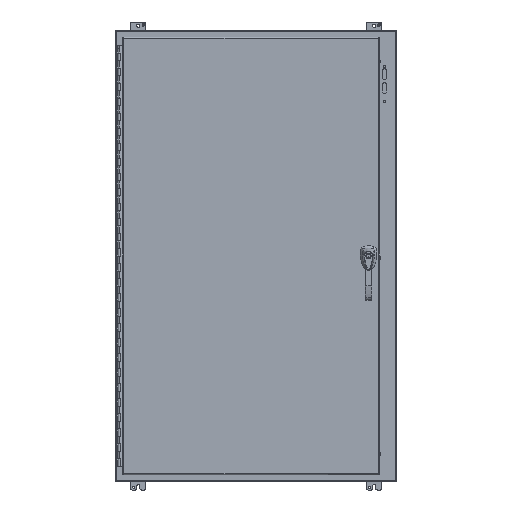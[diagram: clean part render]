
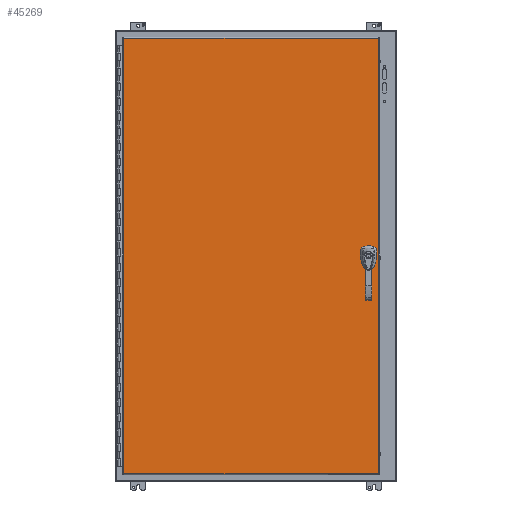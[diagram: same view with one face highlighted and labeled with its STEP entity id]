
A CAD part, front view. The second image highlights one B-rep face of the part: STEP entity #45269.
In plain terms, the highlighted planar face has unit normal (0, -1, 0).
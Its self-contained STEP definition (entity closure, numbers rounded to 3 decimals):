
#1615 = ORIENTED_EDGE ( 'NONE', *, *, #41337, .T. ) ;
#2038 = CARTESIAN_POINT ( 'NONE',  ( -449.923, -225.428, -738.988 ) ) ;
#8463 = VECTOR ( 'NONE', #75312, 1000. ) ;
#8646 = DIRECTION ( 'NONE',  ( 0., 1., 0. ) ) ;
#9272 = ORIENTED_EDGE ( 'NONE', *, *, #11690, .T. ) ;
#11391 = AXIS2_PLACEMENT_3D ( 'NONE', #77161, #53875, #27765 ) ;
#11482 = DIRECTION ( 'NONE',  ( 0., -1., 0. ) ) ;
#11690 = EDGE_CURVE ( 'NONE', #83139, #83139, #84089, .T. ) ;
#12567 = EDGE_CURVE ( 'NONE', #90682, #51503, #89108, .T. ) ;
#14612 = LINE ( 'NONE', #56837, #38410 ) ;
#15001 = VERTEX_POINT ( 'NONE', #73511 ) ;
#15945 = FACE_BOUND ( 'NONE', #17202, .T. ) ;
#17202 = EDGE_LOOP ( 'NONE', ( #9272 ) ) ;
#19102 = CARTESIAN_POINT ( 'NONE',  ( -447.18, -225.428, -738.988 ) ) ;
#19374 = AXIS2_PLACEMENT_3D ( 'NONE', #68096, #103740, #27057 ) ;
#20183 = LINE ( 'NONE', #19102, #93096 ) ;
#20747 = ORIENTED_EDGE ( 'NONE', *, *, #24175, .T. ) ;
#24175 = EDGE_CURVE ( 'NONE', #77966, #51531, #14612, .T. ) ;
#24318 = ORIENTED_EDGE ( 'NONE', *, *, #51253, .T. ) ;
#26449 = DIRECTION ( 'NONE',  ( 0., 0., -1. ) ) ;
#27057 = DIRECTION ( 'NONE',  ( 0., 0., -1. ) ) ;
#27765 = DIRECTION ( 'NONE',  ( 0., 0., -1. ) ) ;
#28317 = VECTOR ( 'NONE', #69932, 1000. ) ;
#28585 = CIRCLE ( 'NONE', #90680, 11.239 ) ;
#29538 = EDGE_CURVE ( 'NONE', #15001, #79661, #53079, .T. ) ;
#30410 = LINE ( 'NONE', #64288, #87032 ) ;
#31666 = EDGE_CURVE ( 'NONE', #100719, #51552, #35452, .T. ) ;
#32252 = VECTOR ( 'NONE', #78205, 1000. ) ;
#34114 = EDGE_LOOP ( 'NONE', ( #57888, #1615, #46908, #75371, #53838, #89888, #44694, #99051 ) ) ;
#35452 = LINE ( 'NONE', #69270, #105150 ) ;
#36558 = DIRECTION ( 'NONE',  ( 1., 0., 0. ) ) ;
#38231 = CARTESIAN_POINT ( 'NONE',  ( 380.327, -225.428, 0. ) ) ;
#38410 = VECTOR ( 'NONE', #92365, 1000. ) ;
#38494 = EDGE_CURVE ( 'NONE', #102265, #97434, #60304, .T. ) ;
#39580 = VECTOR ( 'NONE', #82862, 1000. ) ;
#41337 = EDGE_CURVE ( 'NONE', #58980, #57872, #28585, .T. ) ;
#44169 = ORIENTED_EDGE ( 'NONE', *, *, #31666, .T. ) ;
#44694 = ORIENTED_EDGE ( 'NONE', *, *, #105810, .T. ) ;
#45269 = ADVANCED_FACE ( 'NONE', ( #93737, #75362, #15945 ), #109397, .T. ) ;
#46908 = ORIENTED_EDGE ( 'NONE', *, *, #79787, .T. ) ;
#49649 = CARTESIAN_POINT ( 'NONE',  ( 380.327, -225.428, 0. ) ) ;
#50105 = CARTESIAN_POINT ( 'NONE',  ( 414.109, -225.428, -738.988 ) ) ;
#51253 = EDGE_CURVE ( 'NONE', #51531, #100719, #20183, .T. ) ;
#51503 = VERTEX_POINT ( 'NONE', #62924 ) ;
#51531 = VERTEX_POINT ( 'NONE', #63456 ) ;
#51552 = VERTEX_POINT ( 'NONE', #81785 ) ;
#51906 = DIRECTION ( 'NONE',  ( 0., 0., -1. ) ) ;
#52279 = CARTESIAN_POINT ( 'NONE',  ( 375.286, -225.428, -10.046 ) ) ;
#53079 = CIRCLE ( 'NONE', #19374, 11.239 ) ;
#53838 = ORIENTED_EDGE ( 'NONE', *, *, #103516, .T. ) ;
#53875 = DIRECTION ( 'NONE',  ( 0., 1., 0. ) ) ;
#55397 = AXIS2_PLACEMENT_3D ( 'NONE', #49649, #106912, #72908 ) ;
#56625 = CARTESIAN_POINT ( 'NONE',  ( 375.286, -225.428, 10.046 ) ) ;
#56837 = CARTESIAN_POINT ( 'NONE',  ( -449.923, -225.428, 736.244 ) ) ;
#57056 = CARTESIAN_POINT ( 'NONE',  ( -449.923, -225.428, 10.046 ) ) ;
#57872 = VERTEX_POINT ( 'NONE', #95166 ) ;
#57888 = ORIENTED_EDGE ( 'NONE', *, *, #91988, .T. ) ;
#58980 = VERTEX_POINT ( 'NONE', #52279 ) ;
#59031 = CARTESIAN_POINT ( 'NONE',  ( 390.373, -225.428, 5.041 ) ) ;
#59124 = CARTESIAN_POINT ( 'NONE',  ( -447.18, -225.428, -736.244 ) ) ;
#60304 = CIRCLE ( 'NONE', #74450, 11.239 ) ;
#60455 = CARTESIAN_POINT ( 'NONE',  ( 370.281, -225.428, -738.988 ) ) ;
#60532 = LINE ( 'NONE', #93894, #28317 ) ;
#62924 = CARTESIAN_POINT ( 'NONE',  ( 385.368, -225.428, -10.046 ) ) ;
#63449 = AXIS2_PLACEMENT_3D ( 'NONE', #2038, #11482, #78680 ) ;
#63456 = CARTESIAN_POINT ( 'NONE',  ( -447.18, -225.428, 736.244 ) ) ;
#64288 = CARTESIAN_POINT ( 'NONE',  ( 390.373, -225.428, -738.988 ) ) ;
#65344 = CARTESIAN_POINT ( 'NONE',  ( 380.327, -225.428, -38.227 ) ) ;
#68096 = CARTESIAN_POINT ( 'NONE',  ( 380.327, -225.428, 0. ) ) ;
#68735 = LINE ( 'NONE', #60455, #32252 ) ;
#69270 = CARTESIAN_POINT ( 'NONE',  ( -449.923, -225.428, -736.244 ) ) ;
#69932 = DIRECTION ( 'NONE',  ( -1., 0., 0. ) ) ;
#72908 = DIRECTION ( 'NONE',  ( 0., 0., -1. ) ) ;
#73511 = CARTESIAN_POINT ( 'NONE',  ( 370.281, -225.428, 5.041 ) ) ;
#74226 = DIRECTION ( 'NONE',  ( 0., 0., -1. ) ) ;
#74450 = AXIS2_PLACEMENT_3D ( 'NONE', #38231, #87737, #80436 ) ;
#75312 = DIRECTION ( 'NONE',  ( 1., 0., 0. ) ) ;
#75362 = FACE_OUTER_BOUND ( 'NONE', #107188, .T. ) ;
#75371 = ORIENTED_EDGE ( 'NONE', *, *, #29538, .T. ) ;
#76417 = CARTESIAN_POINT ( 'NONE',  ( 414.109, -225.428, 736.244 ) ) ;
#77161 = CARTESIAN_POINT ( 'NONE',  ( 380.327, -225.428, -33.985 ) ) ;
#77966 = VERTEX_POINT ( 'NONE', #76417 ) ;
#78205 = DIRECTION ( 'NONE',  ( 0., 0., 1. ) ) ;
#78680 = DIRECTION ( 'NONE',  ( 0., 0., -1. ) ) ;
#79603 = ORIENTED_EDGE ( 'NONE', *, *, #80689, .T. ) ;
#79661 = VERTEX_POINT ( 'NONE', #56625 ) ;
#79787 = EDGE_CURVE ( 'NONE', #57872, #15001, #68735, .T. ) ;
#80436 = DIRECTION ( 'NONE',  ( 0., 0., -1. ) ) ;
#80689 = EDGE_CURVE ( 'NONE', #51552, #77966, #109053, .T. ) ;
#81785 = CARTESIAN_POINT ( 'NONE',  ( 414.109, -225.428, -736.244 ) ) ;
#82862 = DIRECTION ( 'NONE',  ( 0., 0., 1. ) ) ;
#83139 = VERTEX_POINT ( 'NONE', #65344 ) ;
#84089 = CIRCLE ( 'NONE', #11391, 4.242 ) ;
#87032 = VECTOR ( 'NONE', #74226, 1000. ) ;
#87737 = DIRECTION ( 'NONE',  ( 0., 1., 0. ) ) ;
#89108 = CIRCLE ( 'NONE', #55397, 11.239 ) ;
#89888 = ORIENTED_EDGE ( 'NONE', *, *, #38494, .T. ) ;
#90680 = AXIS2_PLACEMENT_3D ( 'NONE', #93092, #8646, #26449 ) ;
#90682 = VERTEX_POINT ( 'NONE', #105235 ) ;
#91476 = LINE ( 'NONE', #57056, #8463 ) ;
#91988 = EDGE_CURVE ( 'NONE', #51503, #58980, #60532, .T. ) ;
#92365 = DIRECTION ( 'NONE',  ( -1., 0., 0. ) ) ;
#93092 = CARTESIAN_POINT ( 'NONE',  ( 380.327, -225.428, 0. ) ) ;
#93096 = VECTOR ( 'NONE', #51906, 1000. ) ;
#93737 = FACE_BOUND ( 'NONE', #34114, .T. ) ;
#93894 = CARTESIAN_POINT ( 'NONE',  ( -449.923, -225.428, -10.046 ) ) ;
#94780 = CARTESIAN_POINT ( 'NONE',  ( 385.368, -225.428, 10.046 ) ) ;
#95166 = CARTESIAN_POINT ( 'NONE',  ( 370.281, -225.428, -5.041 ) ) ;
#97434 = VERTEX_POINT ( 'NONE', #59031 ) ;
#99051 = ORIENTED_EDGE ( 'NONE', *, *, #12567, .T. ) ;
#100719 = VERTEX_POINT ( 'NONE', #59124 ) ;
#102265 = VERTEX_POINT ( 'NONE', #94780 ) ;
#103516 = EDGE_CURVE ( 'NONE', #79661, #102265, #91476, .T. ) ;
#103740 = DIRECTION ( 'NONE',  ( 0., 1., 0. ) ) ;
#105150 = VECTOR ( 'NONE', #36558, 1000. ) ;
#105235 = CARTESIAN_POINT ( 'NONE',  ( 390.373, -225.428, -5.041 ) ) ;
#105810 = EDGE_CURVE ( 'NONE', #97434, #90682, #30410, .T. ) ;
#106912 = DIRECTION ( 'NONE',  ( 0., 1., 0. ) ) ;
#107188 = EDGE_LOOP ( 'NONE', ( #79603, #20747, #24318, #44169 ) ) ;
#109053 = LINE ( 'NONE', #50105, #39580 ) ;
#109397 = PLANE ( 'NONE',  #63449 ) ;
